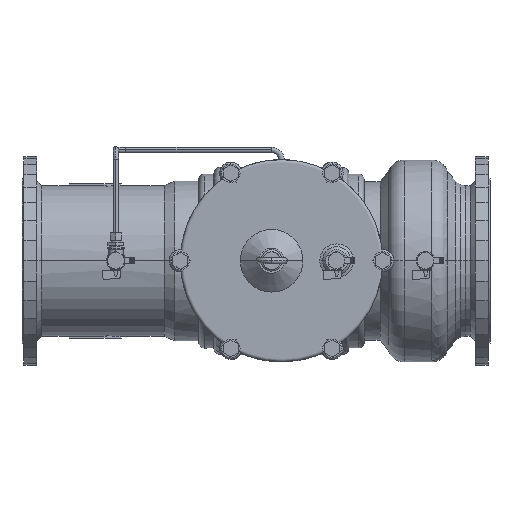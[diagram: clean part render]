
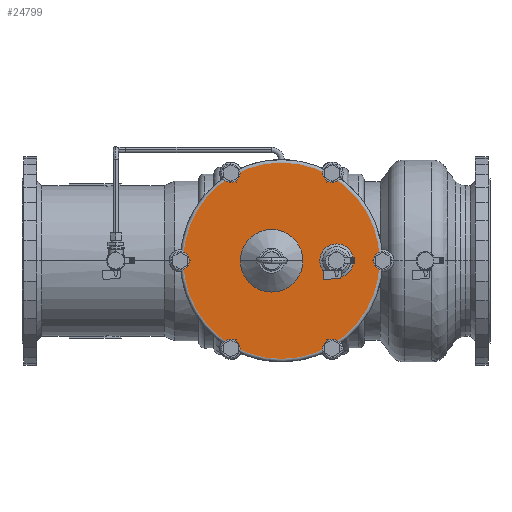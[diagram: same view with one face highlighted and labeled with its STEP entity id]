
A CAD part, top view. The second image highlights one B-rep face of the part: STEP entity #24799.
In plain terms, the highlighted planar face has unit normal (0, 0, 1).
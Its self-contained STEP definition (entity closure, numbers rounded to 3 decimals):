
#17687=EDGE_CURVE('',#30517,#43905,#47374,.T.);
#23543=EDGE_CURVE('',#43905,#30517,#53702,.T.);
#24799=ADVANCED_FACE('',(#55074),#55075,.T.);
#30517=VERTEX_POINT('',#61361);
#43905=VERTEX_POINT('',#75983);
#47374=CIRCLE('',#81020,160.0);
#53702=CIRCLE('',#91119,160.0);
#55074=FACE_OUTER_BOUND('',#93290,.T.);
#55075=PLANE('',#93291);
#61361=CARTESIAN_POINT('',(160.0,0.0,208.0));
#75983=CARTESIAN_POINT('',(-160.0,0.,208.0));
#81020=AXIS2_PLACEMENT_3D('',#130931,#130932,#130933);
#91119=AXIS2_PLACEMENT_3D('',#137093,#137094,#137095);
#93290=EDGE_LOOP('',(#138867,#138868));
#93291=AXIS2_PLACEMENT_3D('',#138869,#138870,#138871);
#130931=CARTESIAN_POINT('',(0.0,0.0,208.0));
#130932=DIRECTION('',(0.0,0.0,1.0));
#130933=DIRECTION('',(1.0,0.0,0.0));
#137093=CARTESIAN_POINT('',(0.0,0.0,208.0));
#137094=DIRECTION('',(0.0,0.0,1.0));
#137095=DIRECTION('',(1.0,0.0,0.0));
#138867=ORIENTED_EDGE('',*,*,#17687,.T.);
#138868=ORIENTED_EDGE('',*,*,#23543,.T.);
#138869=CARTESIAN_POINT('',(0.0,0.0,208.0));
#138870=DIRECTION('',(0.0,0.0,1.0));
#138871=DIRECTION('',(1.0,0.0,0.0));
